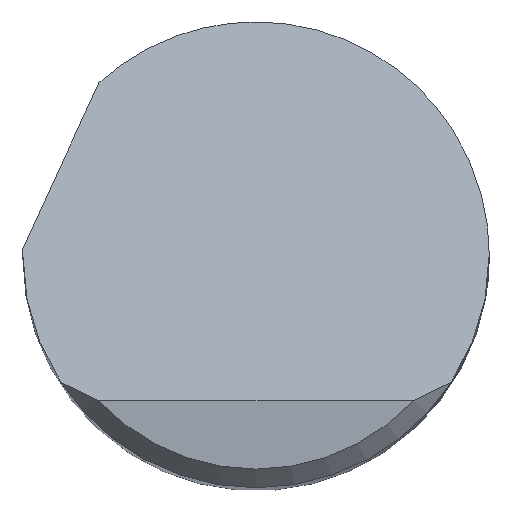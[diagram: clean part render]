
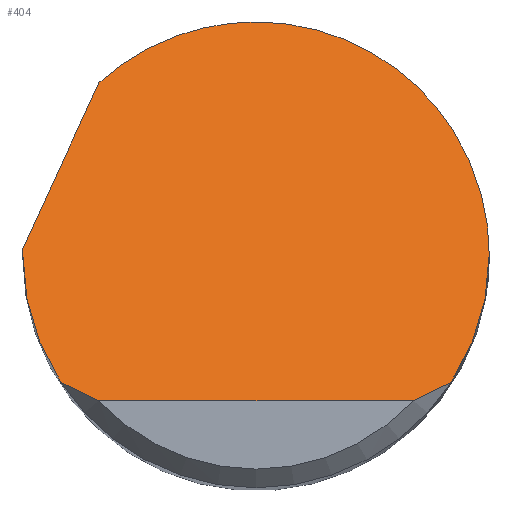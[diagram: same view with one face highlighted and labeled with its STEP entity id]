
A CAD part, top view. The second image highlights one B-rep face of the part: STEP entity #404.
In plain terms, the highlighted planar face has unit normal (0, 0.707, 0.707).
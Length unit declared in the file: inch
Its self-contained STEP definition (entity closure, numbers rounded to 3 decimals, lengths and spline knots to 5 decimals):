
#1 = VERTEX_POINT ( 'NONE', #686 ) ;
#2 = CARTESIAN_POINT ( 'NONE',  ( 0.014, 0.26635, 2.61615 ) ) ;
#10 = CARTESIAN_POINT ( 'NONE',  ( -0.157, -0.1025, 2.985 ) ) ;
#17 = CARTESIAN_POINT ( 'NONE',  ( -0.12629, -0.1175, 3. ) ) ;
#27 = CARTESIAN_POINT ( 'NONE',  ( -0.23821, -0.10589, 2.98839 ) ) ;
#31 = ORIENTED_EDGE ( 'NONE', *, *, #596, .F. ) ;
#68 = CARTESIAN_POINT ( 'NONE',  ( -0.157, -0.1025, 2.985 ) ) ;
#73 = VERTEX_POINT ( 'NONE', #448 ) ;
#74 = CARTESIAN_POINT ( 'NONE',  ( 0.12629, -0.1175, 3. ) ) ;
#91 = VERTEX_POINT ( 'NONE', #146 ) ;
#110 = ORIENTED_EDGE ( 'NONE', *, *, #498, .F. ) ;
#116 = CARTESIAN_POINT ( 'NONE',  ( 0., -0.1175, 3. ) ) ;
#129 = ORIENTED_EDGE ( 'NONE', *, *, #720, .F. ) ;
#131 = CARTESIAN_POINT ( 'NONE',  ( 0.1875, 0., 2.8825 ) ) ;
#132 = VERTEX_POINT ( 'NONE', #242 ) ;
#146 = CARTESIAN_POINT ( 'NONE',  ( -0.1875, 0., 2.8825 ) ) ;
#158 = VERTEX_POINT ( 'NONE', #483 ) ;
#172 = AXIS2_PLACEMENT_3D ( 'NONE', #274, #757, #513 ) ;
#218 = CARTESIAN_POINT ( 'NONE',  ( -0.1369, -0.11288, 2.99538 ) ) ;
#229 =( BOUNDED_CURVE ( )  B_SPLINE_CURVE ( 3, ( #431, #2, #554, #131 ),
 .UNSPECIFIED., .F., .F. ) 
 B_SPLINE_CURVE_WITH_KNOTS ( ( 4, 4 ),
 ( 5.54449, 7.85398 ),
 .UNSPECIFIED. ) 
 CURVE ( )  GEOMETRIC_REPRESENTATION_ITEM ( )  RATIONAL_B_SPLINE_CURVE ( ( 1., 0.603, 0.603, 1. ) ) 
 REPRESENTATION_ITEM ( '' )  );
#242 = CARTESIAN_POINT ( 'NONE',  ( -0.157, -0.1025, 2.985 ) ) ;
#253 = B_SPLINE_CURVE_WITH_KNOTS ( 'NONE', 3,
 ( #74, #731, #612, #426 ),
 .UNSPECIFIED., .F., .F.,
 ( 4, 4 ),
 ( 0., 0.00095 ),
 .UNSPECIFIED. ) ;
#258 = VERTEX_POINT ( 'NONE', #440 ) ;
#266 = EDGE_CURVE ( 'NONE', #1, #158, #253, .T. ) ;
#267 = VERTEX_POINT ( 'NONE', #669 ) ;
#268 = FACE_OUTER_BOUND ( 'NONE', #710, .T. ) ;
#270 = CARTESIAN_POINT ( 'NONE',  ( 0.1875, 0., 2.8825 ) ) ;
#274 = CARTESIAN_POINT ( 'NONE',  ( -0.1875, -0.1175, 3. ) ) ;
#277 = CARTESIAN_POINT ( 'NONE',  ( 0.1875, -0.03666, 2.91916 ) ) ;
#282 =( BOUNDED_CURVE ( )  B_SPLINE_CURVE ( 3, ( #10, #442, #457, #754 ),
 .UNSPECIFIED., .F., .F. ) 
 B_SPLINE_CURVE_WITH_KNOTS ( ( 4, 4 ),
 ( 4.13401, 4.71239 ),
 .UNSPECIFIED. ) 
 CURVE ( )  GEOMETRIC_REPRESENTATION_ITEM ( )  RATIONAL_B_SPLINE_CURVE ( ( 1., 0.972, 0.972, 1. ) ) 
 REPRESENTATION_ITEM ( '' )  );
#286 = DIRECTION ( 'NONE',  ( 1., 0., 0. ) ) ;
#301 = VECTOR ( 'NONE', #286, 39.37008 ) ;
#312 = ORIENTED_EDGE ( 'NONE', *, *, #430, .F. ) ;
#318 = EDGE_CURVE ( 'NONE', #132, #258, #583, .T. ) ;
#330 = DIRECTION ( 'NONE',  ( 0.308, 0.673, -0.673 ) ) ;
#334 = CARTESIAN_POINT ( 'NONE',  ( 0.157, -0.1025, 2.985 ) ) ;
#341 = LINE ( 'NONE', #27, #615 ) ;
#360 = CARTESIAN_POINT ( 'NONE',  ( -0.18743, 0.005, 2.8775 ) ) ;
#374 =( BOUNDED_CURVE ( )  B_SPLINE_CURVE ( 3, ( #270, #277, #632, #334 ),
 .UNSPECIFIED., .F., .F. ) 
 B_SPLINE_CURVE_WITH_KNOTS ( ( 4, 4 ),
 ( 1.5708, 2.14917 ),
 .UNSPECIFIED. ) 
 CURVE ( )  GEOMETRIC_REPRESENTATION_ITEM ( )  RATIONAL_B_SPLINE_CURVE ( ( 1., 0.972, 0.972, 1. ) ) 
 REPRESENTATION_ITEM ( '' )  );
#401 = EDGE_CURVE ( 'NONE', #73, #158, #374, .T. ) ;
#404 = ADVANCED_FACE ( 'NONE', ( #268 ), #522, .F. ) ;
#426 = CARTESIAN_POINT ( 'NONE',  ( 0.157, -0.1025, 2.985 ) ) ;
#430 = EDGE_CURVE ( 'NONE', #132, #91, #282, .T. ) ;
#431 = CARTESIAN_POINT ( 'NONE',  ( -0.12625, 0.13863, 2.74387 ) ) ;
#440 = CARTESIAN_POINT ( 'NONE',  ( -0.12629, -0.1175, 3. ) ) ;
#442 = CARTESIAN_POINT ( 'NONE',  ( -0.17704, -0.0718, 2.9543 ) ) ;
#448 = CARTESIAN_POINT ( 'NONE',  ( 0.1875, 0., 2.8825 ) ) ;
#457 = CARTESIAN_POINT ( 'NONE',  ( -0.1875, -0.03666, 2.91916 ) ) ;
#466 = CARTESIAN_POINT ( 'NONE',  ( -0.1875, 0.00167, 2.88083 ) ) ;
#483 = CARTESIAN_POINT ( 'NONE',  ( 0.157, -0.1025, 2.985 ) ) ;
#498 = EDGE_CURVE ( 'NONE', #91, #716, #531, .T. ) ;
#503 = ORIENTED_EDGE ( 'NONE', *, *, #691, .T. ) ;
#513 = DIRECTION ( 'NONE',  ( 0., 0.707, -0.707 ) ) ;
#522 = PLANE ( 'NONE',  #172 ) ;
#531 =( BOUNDED_CURVE ( )  B_SPLINE_CURVE ( 3, ( #540, #466, #535, #360 ),
 .UNSPECIFIED., .F., .F. ) 
 B_SPLINE_CURVE_WITH_KNOTS ( ( 4, 4 ),
 ( 4.71239, 4.73906 ),
 .UNSPECIFIED. ) 
 CURVE ( )  GEOMETRIC_REPRESENTATION_ITEM ( )  RATIONAL_B_SPLINE_CURVE ( ( 1., 1., 1., 1. ) ) 
 REPRESENTATION_ITEM ( '' )  );
#535 = CARTESIAN_POINT ( 'NONE',  ( -0.18748, 0.00333, 2.87917 ) ) ;
#540 = CARTESIAN_POINT ( 'NONE',  ( -0.1875, 0., 2.8825 ) ) ;
#554 = CARTESIAN_POINT ( 'NONE',  ( 0.1875, 0.18969, 2.69281 ) ) ;
#583 = B_SPLINE_CURVE_WITH_KNOTS ( 'NONE', 3,
 ( #68, #675, #218, #17 ),
 .UNSPECIFIED., .F., .F.,
 ( 4, 4 ),
 ( 0., 0.00095 ),
 .UNSPECIFIED. ) ;
#584 = ORIENTED_EDGE ( 'NONE', *, *, #318, .T. ) ;
#596 = EDGE_CURVE ( 'NONE', #267, #73, #229, .T. ) ;
#612 = CARTESIAN_POINT ( 'NONE',  ( 0.14711, -0.10785, 2.99035 ) ) ;
#615 = VECTOR ( 'NONE', #330, 39.37008 ) ;
#632 = CARTESIAN_POINT ( 'NONE',  ( 0.17704, -0.0718, 2.9543 ) ) ;
#642 = CARTESIAN_POINT ( 'NONE',  ( -0.18743, 0.005, 2.8775 ) ) ;
#669 = CARTESIAN_POINT ( 'NONE',  ( -0.12625, 0.13863, 2.74387 ) ) ;
#675 = CARTESIAN_POINT ( 'NONE',  ( -0.14711, -0.10785, 2.99035 ) ) ;
#686 = CARTESIAN_POINT ( 'NONE',  ( 0.12629, -0.1175, 3. ) ) ;
#691 = EDGE_CURVE ( 'NONE', #258, #1, #724, .T. ) ;
#701 = ORIENTED_EDGE ( 'NONE', *, *, #266, .T. ) ;
#710 = EDGE_LOOP ( 'NONE', ( #503, #701, #750, #31, #129, #110, #312, #584 ) ) ;
#716 = VERTEX_POINT ( 'NONE', #642 ) ;
#720 = EDGE_CURVE ( 'NONE', #716, #267, #341, .T. ) ;
#724 = LINE ( 'NONE', #116, #301 ) ;
#731 = CARTESIAN_POINT ( 'NONE',  ( 0.1369, -0.11288, 2.99538 ) ) ;
#750 = ORIENTED_EDGE ( 'NONE', *, *, #401, .F. ) ;
#754 = CARTESIAN_POINT ( 'NONE',  ( -0.1875, 0., 2.8825 ) ) ;
#757 = DIRECTION ( 'NONE',  ( 0., -0.707, -0.707 ) ) ;
